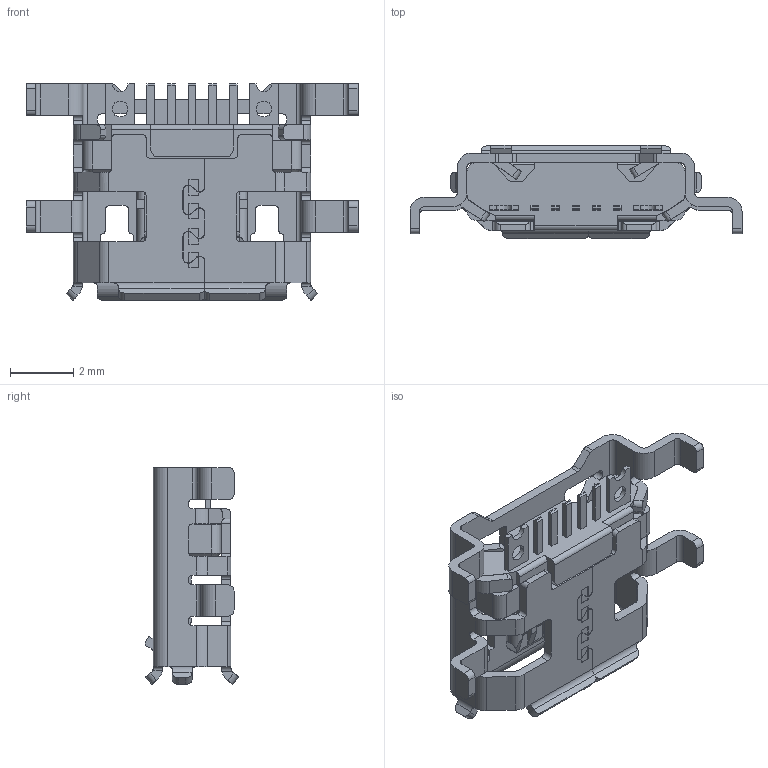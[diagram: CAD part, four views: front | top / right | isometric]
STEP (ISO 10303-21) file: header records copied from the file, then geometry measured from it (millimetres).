
FILE_DESCRIPTION((''),'2;1');
FILE_NAME('10103593-0001LF','2016-07-27T',('ZangLa'),('FCI'),'PRO/ENGINEER BY PARAMETRIC TECHNOLOGY CORPORATION, 2013150','PRO/ENGINEER BY PARAMETRIC TECHNOLOGY CORPORATION, 2013150','');
FILE_SCHEMA(('AUTOMOTIVE_DESIGN { 1 0 10303 214 1 1 1 1 }'));
Length unit declared in the file: millimetre
Products named in the file (1): 10103593-0001LF
Bounding box: 10.5 x 2.94 x 6.85 mm (x, y, z)
Volume: 50.4 mm3; surface area: 299.7 mm2
Topology: 1 solids, 1 shells, 684 faces, 1964 edges, 1274 vertices
Faces by surface type: plane 442, cylinder 230, cone 8, bspline 4
Entity records: 28749 total; most frequent: CARTESIAN_POINT 4379, ORIENTED_EDGE 3928, DIRECTION 3705, PRESENTATION_STYLE_ASSIGNMENT 1971, STYLED_ITEM 1965, CURVE_STYLE 1964, EDGE_CURVE 1964, VECTOR 1435
